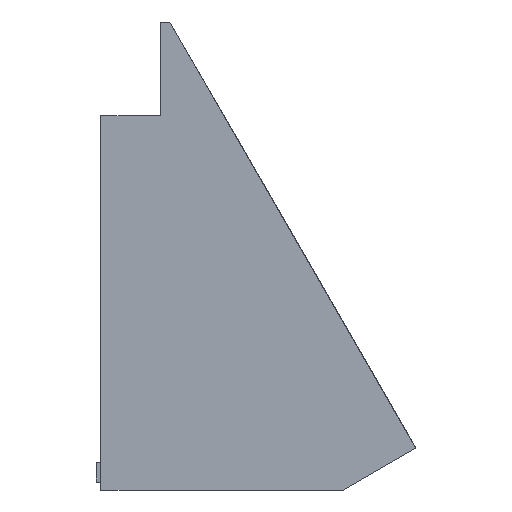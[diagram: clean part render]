
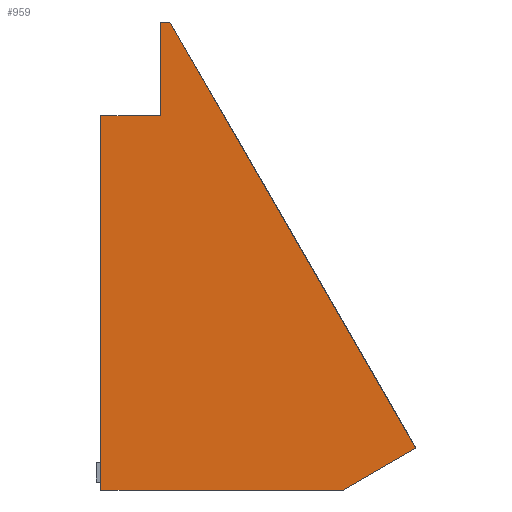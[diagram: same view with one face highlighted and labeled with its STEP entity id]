
A CAD part, left-side view. The second image highlights one B-rep face of the part: STEP entity #959.
In plain terms, the highlighted planar face has unit normal (-1, 0, 0).
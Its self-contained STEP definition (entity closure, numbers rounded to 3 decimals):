
#22 = VERTEX_POINT('',#23);
#23 = CARTESIAN_POINT('',(-140.,0.,95.));
#32 = PLANE('',#33);
#33 = AXIS2_PLACEMENT_3D('',#34,#35,#36);
#34 = CARTESIAN_POINT('',(-140.,0.,95.));
#35 = DIRECTION('',(0.,0.,-1.));
#36 = DIRECTION('',(0.,-1.,0.));
#44 = PLANE('',#45);
#45 = AXIS2_PLACEMENT_3D('',#46,#47,#48);
#46 = CARTESIAN_POINT('',(-140.,0.,95.));
#47 = DIRECTION('',(0.,1.,0.));
#48 = DIRECTION('',(0.,0.,-1.));
#85 = VERTEX_POINT('',#86);
#86 = CARTESIAN_POINT('',(-140.,-2.,95.));
#100 = PLANE('',#101);
#101 = AXIS2_PLACEMENT_3D('',#102,#103,#104);
#102 = CARTESIAN_POINT('',(-140.,-2.,95.));
#103 = DIRECTION('',(0.,0.866,-0.5));
#104 = DIRECTION('',(0.,-0.5,-0.866));
#112 = EDGE_CURVE('',#22,#85,#113,.T.);
#113 = SURFACE_CURVE('',#114,(#118,#125),.PCURVE_S1.);
#114 = LINE('',#115,#116);
#115 = CARTESIAN_POINT('',(-140.,0.,95.));
#116 = VECTOR('',#117,1.);
#117 = DIRECTION('',(0.,-1.,0.));
#118 = PCURVE('',#32,#119);
#119 = DEFINITIONAL_REPRESENTATION('',(#120),#124);
#120 = LINE('',#121,#122);
#121 = CARTESIAN_POINT('',(0.,0.));
#122 = VECTOR('',#123,1.);
#123 = DIRECTION('',(1.,0.));
#124 = ( GEOMETRIC_REPRESENTATION_CONTEXT(2) 
PARAMETRIC_REPRESENTATION_CONTEXT() REPRESENTATION_CONTEXT('2D SPACE',''
  ) );
#125 = PCURVE('',#126,#131);
#126 = PLANE('',#127);
#127 = AXIS2_PLACEMENT_3D('',#128,#129,#130);
#128 = CARTESIAN_POINT('',(-140.,-11.233,39.461));
#129 = DIRECTION('',(1.,0.,0.));
#130 = DIRECTION('',(0.,0.,1.));
#131 = DEFINITIONAL_REPRESENTATION('',(#132),#136);
#132 = LINE('',#133,#134);
#133 = CARTESIAN_POINT('',(55.539,-11.233));
#134 = VECTOR('',#135,1.);
#135 = DIRECTION('',(0.,1.));
#136 = ( GEOMETRIC_REPRESENTATION_CONTEXT(2) 
PARAMETRIC_REPRESENTATION_CONTEXT() REPRESENTATION_CONTEXT('2D SPACE',''
  ) );
#166 = VERTEX_POINT('',#167);
#167 = CARTESIAN_POINT('',(-140.,0.,76.));
#181 = PLANE('',#182);
#182 = AXIS2_PLACEMENT_3D('',#183,#184,#185);
#183 = CARTESIAN_POINT('',(-140.,0.,76.));
#184 = DIRECTION('',(0.,0.,1.));
#185 = DIRECTION('',(0.,1.,0.));
#193 = EDGE_CURVE('',#22,#166,#194,.T.);
#194 = SURFACE_CURVE('',#195,(#199,#206),.PCURVE_S1.);
#195 = LINE('',#196,#197);
#196 = CARTESIAN_POINT('',(-140.,0.,95.));
#197 = VECTOR('',#198,1.);
#198 = DIRECTION('',(0.,0.,-1.));
#199 = PCURVE('',#44,#200);
#200 = DEFINITIONAL_REPRESENTATION('',(#201),#205);
#201 = LINE('',#202,#203);
#202 = CARTESIAN_POINT('',(0.,0.));
#203 = VECTOR('',#204,1.);
#204 = DIRECTION('',(1.,0.));
#205 = ( GEOMETRIC_REPRESENTATION_CONTEXT(2) 
PARAMETRIC_REPRESENTATION_CONTEXT() REPRESENTATION_CONTEXT('2D SPACE',''
  ) );
#206 = PCURVE('',#126,#207);
#207 = DEFINITIONAL_REPRESENTATION('',(#208),#212);
#208 = LINE('',#209,#210);
#209 = CARTESIAN_POINT('',(55.539,-11.233));
#210 = VECTOR('',#211,1.);
#211 = DIRECTION('',(-1.,0.));
#212 = ( GEOMETRIC_REPRESENTATION_CONTEXT(2) 
PARAMETRIC_REPRESENTATION_CONTEXT() REPRESENTATION_CONTEXT('2D SPACE',''
  ) );
#242 = VERTEX_POINT('',#243);
#243 = CARTESIAN_POINT('',(-140.,-51.941,8.5));
#257 = PLANE('',#258);
#258 = AXIS2_PLACEMENT_3D('',#259,#260,#261);
#259 = CARTESIAN_POINT('',(-140.,-51.941,8.5));
#260 = DIRECTION('',(0.,0.5,0.866));
#261 = DIRECTION('',(0.,0.866,-0.5));
#269 = EDGE_CURVE('',#85,#242,#270,.T.);
#270 = SURFACE_CURVE('',#271,(#275,#282),.PCURVE_S1.);
#271 = LINE('',#272,#273);
#272 = CARTESIAN_POINT('',(-140.,-2.,95.));
#273 = VECTOR('',#274,1.);
#274 = DIRECTION('',(0.,-0.5,-0.866));
#275 = PCURVE('',#100,#276);
#276 = DEFINITIONAL_REPRESENTATION('',(#277),#281);
#277 = LINE('',#278,#279);
#278 = CARTESIAN_POINT('',(0.,0.));
#279 = VECTOR('',#280,1.);
#280 = DIRECTION('',(1.,0.));
#281 = ( GEOMETRIC_REPRESENTATION_CONTEXT(2) 
PARAMETRIC_REPRESENTATION_CONTEXT() REPRESENTATION_CONTEXT('2D SPACE',''
  ) );
#282 = PCURVE('',#126,#283);
#283 = DEFINITIONAL_REPRESENTATION('',(#284),#288);
#284 = LINE('',#285,#286);
#285 = CARTESIAN_POINT('',(55.539,-9.233));
#286 = VECTOR('',#287,1.);
#287 = DIRECTION('',(-0.866,0.5));
#288 = ( GEOMETRIC_REPRESENTATION_CONTEXT(2) 
PARAMETRIC_REPRESENTATION_CONTEXT() REPRESENTATION_CONTEXT('2D SPACE',''
  ) );
#959 = ADVANCED_FACE('',(#960),#126,.F.);
#960 = FACE_BOUND('',#961,.F.);
#961 = EDGE_LOOP('',(#962,#963,#964,#987,#1015,#1043,#1064));
#962 = ORIENTED_EDGE('',*,*,#112,.T.);
#963 = ORIENTED_EDGE('',*,*,#269,.T.);
#964 = ORIENTED_EDGE('',*,*,#965,.T.);
#965 = EDGE_CURVE('',#242,#966,#968,.T.);
#966 = VERTEX_POINT('',#967);
#967 = CARTESIAN_POINT('',(-140.,-37.218,0.));
#968 = SURFACE_CURVE('',#969,(#973,#980),.PCURVE_S1.);
#969 = LINE('',#970,#971);
#970 = CARTESIAN_POINT('',(-140.,-51.941,8.5));
#971 = VECTOR('',#972,1.);
#972 = DIRECTION('',(0.,0.866,-0.5));
#973 = PCURVE('',#126,#974);
#974 = DEFINITIONAL_REPRESENTATION('',(#975),#979);
#975 = LINE('',#976,#977);
#976 = CARTESIAN_POINT('',(-30.961,40.707));
#977 = VECTOR('',#978,1.);
#978 = DIRECTION('',(-0.5,-0.866));
#979 = ( GEOMETRIC_REPRESENTATION_CONTEXT(2) 
PARAMETRIC_REPRESENTATION_CONTEXT() REPRESENTATION_CONTEXT('2D SPACE',''
  ) );
#980 = PCURVE('',#257,#981);
#981 = DEFINITIONAL_REPRESENTATION('',(#982),#986);
#982 = LINE('',#983,#984);
#983 = CARTESIAN_POINT('',(0.,0.));
#984 = VECTOR('',#985,1.);
#985 = DIRECTION('',(1.,0.));
#986 = ( GEOMETRIC_REPRESENTATION_CONTEXT(2) 
PARAMETRIC_REPRESENTATION_CONTEXT() REPRESENTATION_CONTEXT('2D SPACE',''
  ) );
#987 = ORIENTED_EDGE('',*,*,#988,.T.);
#988 = EDGE_CURVE('',#966,#989,#991,.T.);
#989 = VERTEX_POINT('',#990);
#990 = CARTESIAN_POINT('',(-140.,12.,0.));
#991 = SURFACE_CURVE('',#992,(#996,#1003),.PCURVE_S1.);
#992 = LINE('',#993,#994);
#993 = CARTESIAN_POINT('',(-140.,-37.218,0.));
#994 = VECTOR('',#995,1.);
#995 = DIRECTION('',(0.,1.,0.));
#996 = PCURVE('',#126,#997);
#997 = DEFINITIONAL_REPRESENTATION('',(#998),#1002);
#998 = LINE('',#999,#1000);
#999 = CARTESIAN_POINT('',(-39.461,25.985));
#1000 = VECTOR('',#1001,1.);
#1001 = DIRECTION('',(0.,-1.));
#1002 = ( GEOMETRIC_REPRESENTATION_CONTEXT(2) 
PARAMETRIC_REPRESENTATION_CONTEXT() REPRESENTATION_CONTEXT('2D SPACE',''
  ) );
#1003 = PCURVE('',#1004,#1009);
#1004 = PLANE('',#1005);
#1005 = AXIS2_PLACEMENT_3D('',#1006,#1007,#1008);
#1006 = CARTESIAN_POINT('',(-140.,-37.218,0.));
#1007 = DIRECTION('',(0.,0.,1.));
#1008 = DIRECTION('',(0.,1.,0.));
#1009 = DEFINITIONAL_REPRESENTATION('',(#1010),#1014);
#1010 = LINE('',#1011,#1012);
#1011 = CARTESIAN_POINT('',(0.,0.));
#1012 = VECTOR('',#1013,1.);
#1013 = DIRECTION('',(1.,0.));
#1014 = ( GEOMETRIC_REPRESENTATION_CONTEXT(2) 
PARAMETRIC_REPRESENTATION_CONTEXT() REPRESENTATION_CONTEXT('2D SPACE',''
  ) );
#1015 = ORIENTED_EDGE('',*,*,#1016,.F.);
#1016 = EDGE_CURVE('',#1017,#989,#1019,.T.);
#1017 = VERTEX_POINT('',#1018);
#1018 = CARTESIAN_POINT('',(-140.,12.,76.));
#1019 = SURFACE_CURVE('',#1020,(#1024,#1031),.PCURVE_S1.);
#1020 = LINE('',#1021,#1022);
#1021 = CARTESIAN_POINT('',(-140.,12.,76.));
#1022 = VECTOR('',#1023,1.);
#1023 = DIRECTION('',(0.,0.,-1.));
#1024 = PCURVE('',#126,#1025);
#1025 = DEFINITIONAL_REPRESENTATION('',(#1026),#1030);
#1026 = LINE('',#1027,#1028);
#1027 = CARTESIAN_POINT('',(36.539,-23.233));
#1028 = VECTOR('',#1029,1.);
#1029 = DIRECTION('',(-1.,0.));
#1030 = ( GEOMETRIC_REPRESENTATION_CONTEXT(2) 
PARAMETRIC_REPRESENTATION_CONTEXT() REPRESENTATION_CONTEXT('2D SPACE',''
  ) );
#1031 = PCURVE('',#1032,#1037);
#1032 = PLANE('',#1033);
#1033 = AXIS2_PLACEMENT_3D('',#1034,#1035,#1036);
#1034 = CARTESIAN_POINT('',(-140.,12.,76.));
#1035 = DIRECTION('',(0.,1.,0.));
#1036 = DIRECTION('',(0.,0.,-1.));
#1037 = DEFINITIONAL_REPRESENTATION('',(#1038),#1042);
#1038 = LINE('',#1039,#1040);
#1039 = CARTESIAN_POINT('',(0.,0.));
#1040 = VECTOR('',#1041,1.);
#1041 = DIRECTION('',(1.,0.));
#1042 = ( GEOMETRIC_REPRESENTATION_CONTEXT(2) 
PARAMETRIC_REPRESENTATION_CONTEXT() REPRESENTATION_CONTEXT('2D SPACE',''
  ) );
#1043 = ORIENTED_EDGE('',*,*,#1044,.F.);
#1044 = EDGE_CURVE('',#166,#1017,#1045,.T.);
#1045 = SURFACE_CURVE('',#1046,(#1050,#1057),.PCURVE_S1.);
#1046 = LINE('',#1047,#1048);
#1047 = CARTESIAN_POINT('',(-140.,0.,76.));
#1048 = VECTOR('',#1049,1.);
#1049 = DIRECTION('',(0.,1.,0.));
#1050 = PCURVE('',#126,#1051);
#1051 = DEFINITIONAL_REPRESENTATION('',(#1052),#1056);
#1052 = LINE('',#1053,#1054);
#1053 = CARTESIAN_POINT('',(36.539,-11.233));
#1054 = VECTOR('',#1055,1.);
#1055 = DIRECTION('',(0.,-1.));
#1056 = ( GEOMETRIC_REPRESENTATION_CONTEXT(2) 
PARAMETRIC_REPRESENTATION_CONTEXT() REPRESENTATION_CONTEXT('2D SPACE',''
  ) );
#1057 = PCURVE('',#181,#1058);
#1058 = DEFINITIONAL_REPRESENTATION('',(#1059),#1063);
#1059 = LINE('',#1060,#1061);
#1060 = CARTESIAN_POINT('',(0.,0.));
#1061 = VECTOR('',#1062,1.);
#1062 = DIRECTION('',(1.,0.));
#1063 = ( GEOMETRIC_REPRESENTATION_CONTEXT(2) 
PARAMETRIC_REPRESENTATION_CONTEXT() REPRESENTATION_CONTEXT('2D SPACE',''
  ) );
#1064 = ORIENTED_EDGE('',*,*,#193,.F.);
